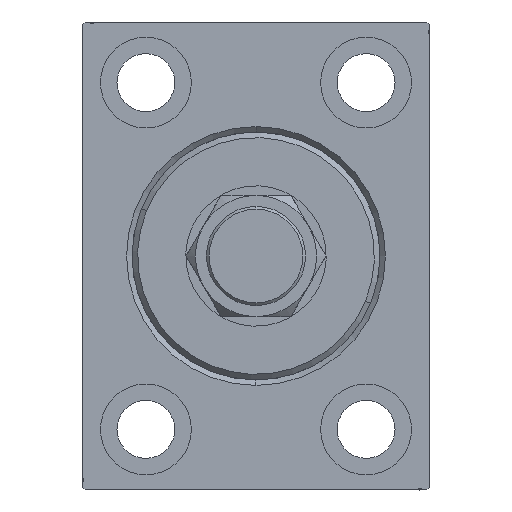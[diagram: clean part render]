
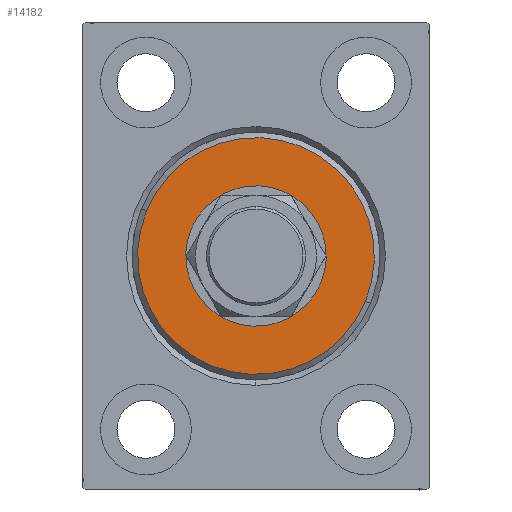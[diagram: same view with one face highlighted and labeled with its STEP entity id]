
A CAD part, left-side view. The second image highlights one B-rep face of the part: STEP entity #14182.
In plain terms, the highlighted face is planar.
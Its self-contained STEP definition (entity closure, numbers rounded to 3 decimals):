
#1072 = CARTESIAN_POINT ( 'NONE',  ( 3., 0., 12.75 ) ) ;
#1753 = CARTESIAN_POINT ( 'NONE',  ( 3., 0., 21.5 ) ) ;
#4424 = EDGE_CURVE ( 'NONE', #40795, #31300, #24711, .T. ) ;
#6157 = CIRCLE ( 'NONE', #42819, 21.5 ) ;
#6530 = ORIENTED_EDGE ( 'NONE', *, *, #41609, .T. ) ;
#6771 = DIRECTION ( 'NONE',  ( 0., 0., -1. ) ) ;
#7237 = DIRECTION ( 'NONE',  ( 0., 0., -1. ) ) ;
#10441 = DIRECTION ( 'NONE',  ( -1., 0., 0. ) ) ;
#11755 = AXIS2_PLACEMENT_3D ( 'NONE', #43326, #25891, #43541 ) ;
#12994 = DIRECTION ( 'NONE',  ( 0., 0., -1. ) ) ;
#13222 = CIRCLE ( 'NONE', #11755, 21.5 ) ;
#14182 = ADVANCED_FACE ( 'NONE', ( #23340, #38008 ), #37335, .T. ) ;
#14574 = AXIS2_PLACEMENT_3D ( 'NONE', #16226, #24013, #12994 ) ;
#16226 = CARTESIAN_POINT ( 'NONE',  ( 3., 0., 0. ) ) ;
#17138 = DIRECTION ( 'NONE',  ( 1., 0., 0. ) ) ;
#18489 = EDGE_CURVE ( 'NONE', #30306, #33110, #13222, .T. ) ;
#18502 = DIRECTION ( 'NONE',  ( -1., 0., 0. ) ) ;
#18725 = CARTESIAN_POINT ( 'NONE',  ( 3., 0., 0. ) ) ;
#19653 = CARTESIAN_POINT ( 'NONE',  ( 3., 0., -21.5 ) ) ;
#20581 = CARTESIAN_POINT ( 'NONE',  ( 3., 0., 0. ) ) ;
#21248 = CARTESIAN_POINT ( 'NONE',  ( 3., 0., 0. ) ) ;
#23141 = AXIS2_PLACEMENT_3D ( 'NONE', #21248, #10441, #6771 ) ;
#23340 = FACE_OUTER_BOUND ( 'NONE', #31587, .T. ) ;
#24013 = DIRECTION ( 'NONE',  ( 1., 0., 0. ) ) ;
#24711 = CIRCLE ( 'NONE', #29833, 12.75 ) ;
#25891 = DIRECTION ( 'NONE',  ( 1., 0., 0. ) ) ;
#27569 = CIRCLE ( 'NONE', #23141, 12.75 ) ;
#29056 = DIRECTION ( 'NONE',  ( 0., 0., -1. ) ) ;
#29656 = CARTESIAN_POINT ( 'NONE',  ( 3., 0., -12.75 ) ) ;
#29833 = AXIS2_PLACEMENT_3D ( 'NONE', #18725, #18502, #29056 ) ;
#30306 = VERTEX_POINT ( 'NONE', #19653 ) ;
#31300 = VERTEX_POINT ( 'NONE', #1072 ) ;
#31587 = EDGE_LOOP ( 'NONE', ( #36307, #40567 ) ) ;
#33110 = VERTEX_POINT ( 'NONE', #1753 ) ;
#33149 = EDGE_CURVE ( 'NONE', #33110, #30306, #6157, .T. ) ;
#34229 = EDGE_LOOP ( 'NONE', ( #6530, #36973 ) ) ;
#36307 = ORIENTED_EDGE ( 'NONE', *, *, #33149, .T. ) ;
#36973 = ORIENTED_EDGE ( 'NONE', *, *, #4424, .T. ) ;
#37335 = PLANE ( 'NONE',  #14574 ) ;
#38008 = FACE_BOUND ( 'NONE', #34229, .T. ) ;
#40567 = ORIENTED_EDGE ( 'NONE', *, *, #18489, .T. ) ;
#40795 = VERTEX_POINT ( 'NONE', #29656 ) ;
#41609 = EDGE_CURVE ( 'NONE', #31300, #40795, #27569, .T. ) ;
#42819 = AXIS2_PLACEMENT_3D ( 'NONE', #20581, #17138, #7237 ) ;
#43326 = CARTESIAN_POINT ( 'NONE',  ( 3., 0., 0. ) ) ;
#43541 = DIRECTION ( 'NONE',  ( 0., 0., -1. ) ) ;
